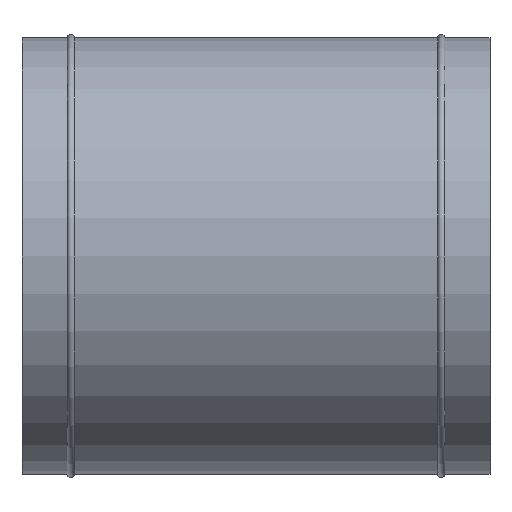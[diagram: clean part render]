
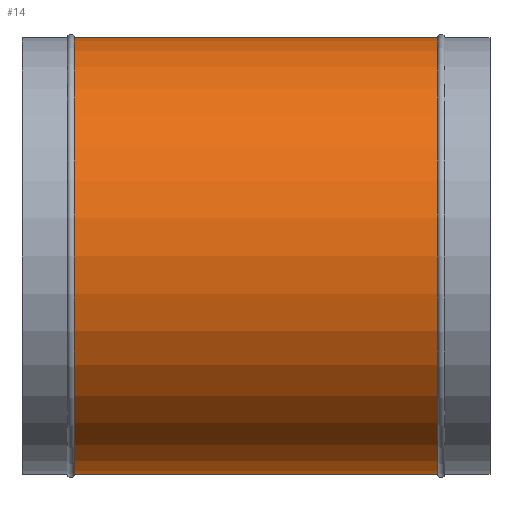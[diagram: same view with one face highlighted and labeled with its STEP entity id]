
A CAD part, front view. The second image highlights one B-rep face of the part: STEP entity #14.
In plain terms, the highlighted cylindrical face has radius 175 mm (diameter 350 mm), a partial arc.
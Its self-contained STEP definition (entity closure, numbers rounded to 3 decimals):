
#6 = EDGE_LOOP ( 'NONE', ( #8, #1024, #1020, #1021 ) ) ;
#8 = ORIENTED_EDGE ( 'NONE', *, *, #1169, .F. ) ;
#14 = ADVANCED_FACE ( 'NONE', ( #1459 ), #1458, .T. ) ;
#50 = DIRECTION ( 'NONE',  ( 0., 0., -1. ) ) ;
#51 = DIRECTION ( 'NONE',  ( 1., 0., 0. ) ) ;
#52 = CARTESIAN_POINT ( 'NONE',  ( -145.5, 0., 0. ) ) ;
#53 = AXIS2_PLACEMENT_3D ( 'NONE', #52, #51, #50 ) ;
#54 = CIRCLE ( 'NONE', #53, 175. ) ;
#55 = DIRECTION ( 'NONE',  ( 0., 0., -1. ) ) ;
#56 = DIRECTION ( 'NONE',  ( 1., 0., 0. ) ) ;
#57 = CARTESIAN_POINT ( 'NONE',  ( 145.5, 0., 0. ) ) ;
#58 = AXIS2_PLACEMENT_3D ( 'NONE', #57, #56, #55 ) ;
#59 = CIRCLE ( 'NONE', #58, 175. ) ;
#291 = CARTESIAN_POINT ( 'NONE',  ( 145.5, 0., 175. ) ) ;
#395 = DIRECTION ( 'NONE',  ( 1., 0., 0. ) ) ;
#396 = VECTOR ( 'NONE', #395, 1000. ) ;
#397 = CARTESIAN_POINT ( 'NONE',  ( 0., 0., -175. ) ) ;
#398 = LINE ( 'NONE', #397, #396 ) ;
#399 = DIRECTION ( 'NONE',  ( 1., 0., 0. ) ) ;
#400 = VECTOR ( 'NONE', #399, 1000. ) ;
#401 = CARTESIAN_POINT ( 'NONE',  ( 0., 0., 175. ) ) ;
#402 = LINE ( 'NONE', #401, #400 ) ;
#406 = CARTESIAN_POINT ( 'NONE',  ( -145.5, 0., 175. ) ) ;
#452 = CARTESIAN_POINT ( 'NONE',  ( 145.5, 0., -175. ) ) ;
#464 = CARTESIAN_POINT ( 'NONE',  ( -145.5, 0., -175. ) ) ;
#1019 = EDGE_CURVE ( 'NONE', #1136, #1205, #59, .T. ) ;
#1020 = ORIENTED_EDGE ( 'NONE', *, *, #1172, .T. ) ;
#1021 = ORIENTED_EDGE ( 'NONE', *, *, #1019, .F. ) ;
#1022 = EDGE_CURVE ( 'NONE', #1196, #1199, #54, .T. ) ;
#1024 = ORIENTED_EDGE ( 'NONE', *, *, #1022, .T. ) ;
#1136 = VERTEX_POINT ( 'NONE', #291 ) ;
#1169 = EDGE_CURVE ( 'NONE', #1196, #1136, #402, .T. ) ;
#1172 = EDGE_CURVE ( 'NONE', #1199, #1205, #398, .T. ) ;
#1196 = VERTEX_POINT ( 'NONE', #406 ) ;
#1199 = VERTEX_POINT ( 'NONE', #464 ) ;
#1205 = VERTEX_POINT ( 'NONE', #452 ) ;
#1453 = DIRECTION ( 'NONE',  ( 0., 0., -1. ) ) ;
#1454 = DIRECTION ( 'NONE',  ( 1., 0., 0. ) ) ;
#1455 = AXIS2_PLACEMENT_3D ( 'NONE', #1457, #1454, #1453 ) ;
#1457 = CARTESIAN_POINT ( 'NONE',  ( 0., 0., 0. ) ) ;
#1458 = CYLINDRICAL_SURFACE ( 'NONE', #1455, 175. ) ;
#1459 = FACE_OUTER_BOUND ( 'NONE', #6, .T. ) ;
